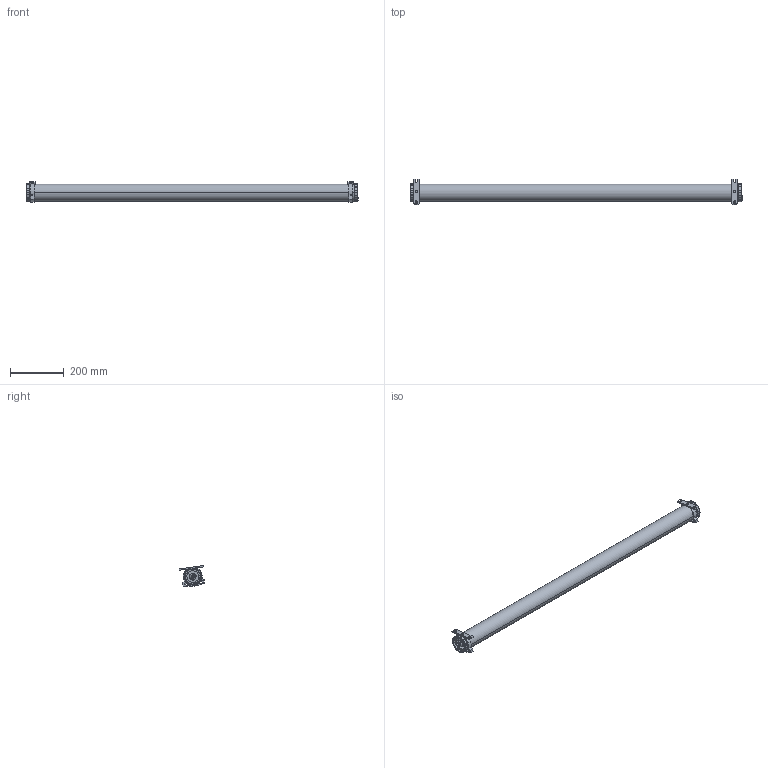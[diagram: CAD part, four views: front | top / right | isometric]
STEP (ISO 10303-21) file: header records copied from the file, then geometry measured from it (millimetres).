
FILE_DESCRIPTION(('CATIA V5 STEP Exchange'),'2;1');
FILE_NAME('serie32_1240.stp','2020-01-23T15:52:21+00:00',('none'),('none'),'CATIA Version 5-6 Release 2016 SP3 HF42','CATIA V5 STEP AP203','none');
FILE_SCHEMA(('CONFIG_CONTROL_DESIGN'));
Length unit declared in the file: millimetre
Products named in the file (1): zb_serie23_63_680
Assembly tree (7 placements, depth 2):
  zb_serie23_63_680
    #57
    #744  x2
    #3001  x2
    #7527  x2
Bounding box: 1240 x 94.8 x 77.8 mm (x, y, z)
Volume: 781008.5 mm3; surface area: 553091.5 mm2
Topology: 9 solids, 9 shells, 454 faces, 1228 edges, 816 vertices
Faces by surface type: plane 204, cylinder 170, cone 40, torus 32, bspline 8
Entity records: 8915 total; most frequent: CARTESIAN_POINT 3595, ORIENTED_EDGE 1288, DIRECTION 778, EDGE_CURVE 644, VERTEX_POINT 428, AXIS2_PLACEMENT_3D 340, EDGE_LOOP 260, ADVANCED_FACE 238
